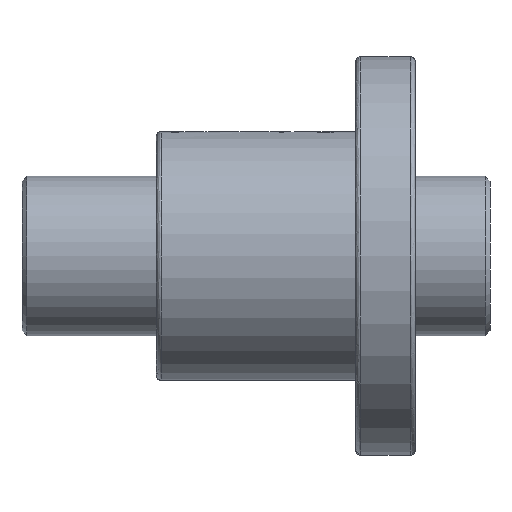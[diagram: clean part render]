
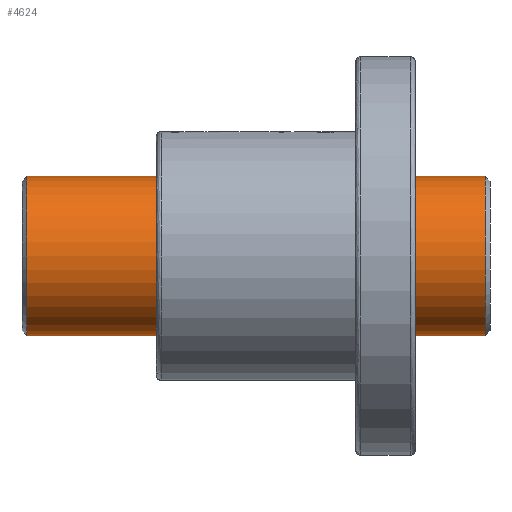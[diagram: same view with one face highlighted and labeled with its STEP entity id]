
A CAD part, front view. The second image highlights one B-rep face of the part: STEP entity #4624.
In plain terms, the highlighted cylindrical face has radius 16 mm (diameter 32 mm), a partial arc.
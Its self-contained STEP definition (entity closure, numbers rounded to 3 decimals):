
#83 = EDGE_LOOP ( 'NONE', ( #12695, #5669, #2935, #9881 ) ) ;
#698 = LINE ( 'NONE', #16745, #16006 ) ;
#1733 = CARTESIAN_POINT ( 'NONE',  ( -93., 0., 16. ) ) ;
#1985 = DIRECTION ( 'NONE',  ( 1., 0., 0. ) ) ;
#2263 = AXIS2_PLACEMENT_3D ( 'NONE', #5327, #18251, #6966 ) ;
#2341 = EDGE_CURVE ( 'NONE', #5478, #10936, #698, .T. ) ;
#2463 = DIRECTION ( 'NONE',  ( 0., 0., -1. ) ) ;
#2935 = ORIENTED_EDGE ( 'NONE', *, *, #2341, .T. ) ;
#3625 = CARTESIAN_POINT ( 'NONE',  ( -93., 0., -16. ) ) ;
#3662 = EDGE_CURVE ( 'NONE', #10936, #22176, #18615, .T. ) ;
#3720 = CARTESIAN_POINT ( 'NONE',  ( -74., 0., 0. ) ) ;
#4624 = ADVANCED_FACE ( 'NONE', ( #13965 ), #6353, .T. ) ;
#5327 = CARTESIAN_POINT ( 'NONE',  ( -1., 0., 0. ) ) ;
#5478 = VERTEX_POINT ( 'NONE', #3625 ) ;
#5669 = ORIENTED_EDGE ( 'NONE', *, *, #6990, .T. ) ;
#6353 = CYLINDRICAL_SURFACE ( 'NONE', #8071, 16. ) ;
#6407 = LINE ( 'NONE', #8637, #6980 ) ;
#6966 = DIRECTION ( 'NONE',  ( 0., 0., -1. ) ) ;
#6980 = VECTOR ( 'NONE', #21675, 1000. ) ;
#6990 = EDGE_CURVE ( 'NONE', #14038, #5478, #22101, .T. ) ;
#7060 = DIRECTION ( 'NONE',  ( 1., 0., 0. ) ) ;
#8071 = AXIS2_PLACEMENT_3D ( 'NONE', #3720, #1985, #18998 ) ;
#8637 = CARTESIAN_POINT ( 'NONE',  ( -74., 0., 16. ) ) ;
#9881 = ORIENTED_EDGE ( 'NONE', *, *, #3662, .T. ) ;
#10936 = VERTEX_POINT ( 'NONE', #20051 ) ;
#12695 = ORIENTED_EDGE ( 'NONE', *, *, #13924, .F. ) ;
#13693 = CARTESIAN_POINT ( 'NONE',  ( -93., 0., 0. ) ) ;
#13924 = EDGE_CURVE ( 'NONE', #14038, #22176, #6407, .T. ) ;
#13965 = FACE_OUTER_BOUND ( 'NONE', #83, .T. ) ;
#14038 = VERTEX_POINT ( 'NONE', #1733 ) ;
#15859 = AXIS2_PLACEMENT_3D ( 'NONE', #13693, #21401, #2463 ) ;
#16006 = VECTOR ( 'NONE', #7060, 1000. ) ;
#16745 = CARTESIAN_POINT ( 'NONE',  ( -74., 0., -16. ) ) ;
#18251 = DIRECTION ( 'NONE',  ( -1., 0., 0. ) ) ;
#18615 = CIRCLE ( 'NONE', #2263, 16. ) ;
#18998 = DIRECTION ( 'NONE',  ( 0., 0., -1. ) ) ;
#20051 = CARTESIAN_POINT ( 'NONE',  ( -1., 0., -16. ) ) ;
#21191 = CARTESIAN_POINT ( 'NONE',  ( -1., 0., 16. ) ) ;
#21401 = DIRECTION ( 'NONE',  ( 1., 0., 0. ) ) ;
#21675 = DIRECTION ( 'NONE',  ( 1., 0., 0. ) ) ;
#22101 = CIRCLE ( 'NONE', #15859, 16. ) ;
#22176 = VERTEX_POINT ( 'NONE', #21191 ) ;
